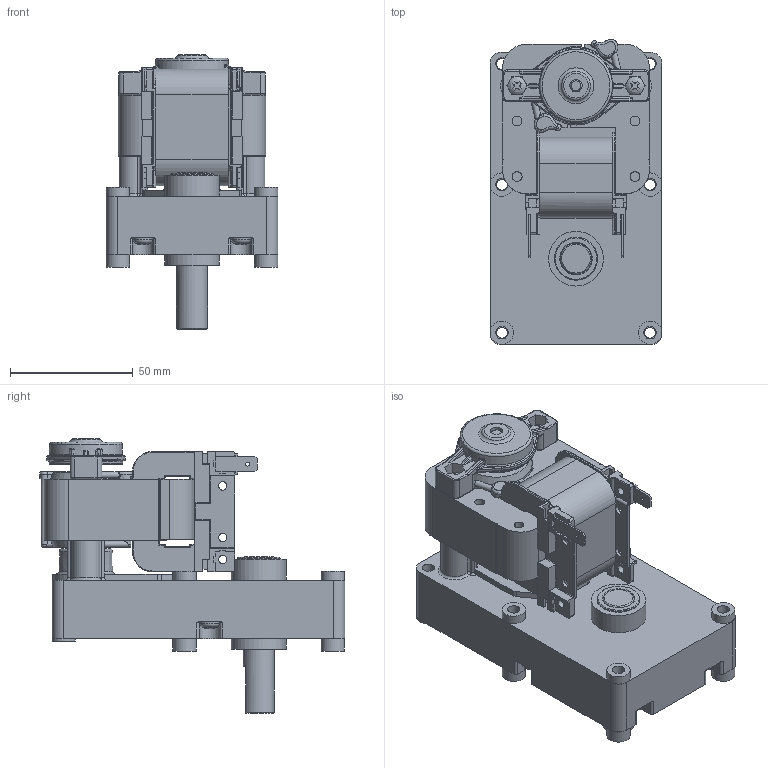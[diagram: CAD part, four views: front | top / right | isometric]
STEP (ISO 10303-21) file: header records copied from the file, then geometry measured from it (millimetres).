
FILE_DESCRIPTION((''),'2;1');
FILE_NAME('SG2 SERIES.stp','2014-05-22T13:58:06',('jh-hong'),(''),'Autodesk Inventor 2011','Autodesk Inventor 2011','');
FILE_SCHEMA(('AUTOMOTIVE_DESIGN { 1 0 10303 214 1 1 1 1 }'));
Length unit declared in the file: millimetre
Products named in the file (1): SG2 SERIES
Bounding box: 69.85 x 124.42 x 112.01 mm (x, y, z)
Volume: 231799.9 mm3; surface area: 99849.6 mm2
Topology: 1 solids, 7 shells, 1245 faces, 3325 edges, 2063 vertices
Faces by surface type: plane 532, cylinder 410, torus 130, cone 91, bspline 60, sphere 22
Full cylindrical faces by diameter (mm): 1.65 x2, 2.6 x14, 3.4 x8, 3.571 x6, 4 x12, 4.3 x6, 4.4 x6, 4.45 x1, 4.5 x2, 5 x2, 5.05 x6, 6 x1, 6.95 x4, 7 x4, 8 x2, 9 x1, 9.4 x1, 9.5 x9, 12.7 x3, 13.8 x1, 16 x1, 17.5 x4, 20.3 x1, 22.3 x2, 28.9 x1, 30 x1
Entity records: 41935 total; most frequent: CARTESIAN_POINT 12000, DIRECTION 6098, ORIENTED_EDGE 6096, EDGE_CURVE 3048, AXIS2_PLACEMENT_3D 2312, VERTEX_POINT 1983, EDGE_LOOP 1526, VECTOR 1474
